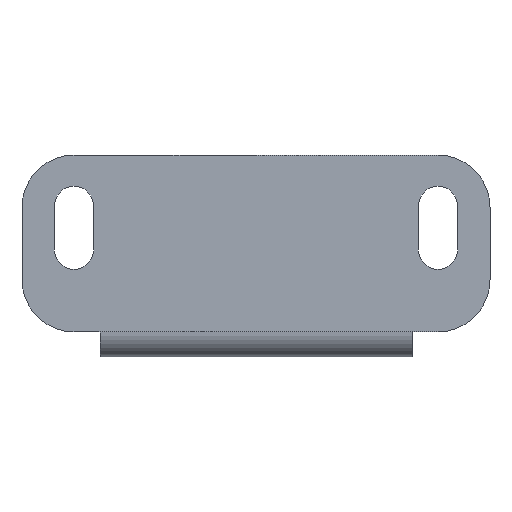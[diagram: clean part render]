
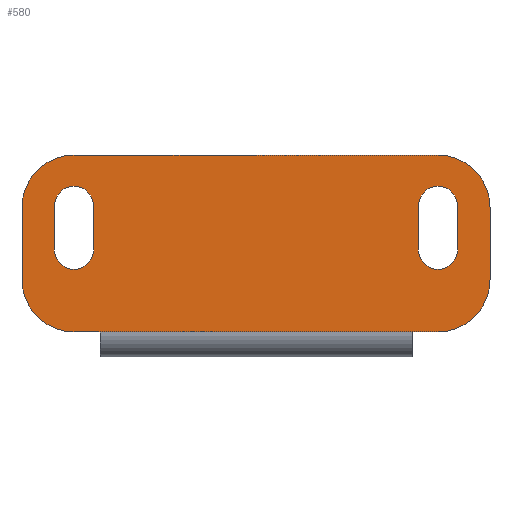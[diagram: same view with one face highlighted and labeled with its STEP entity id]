
A CAD part, front view. The second image highlights one B-rep face of the part: STEP entity #580.
In plain terms, the highlighted planar face has unit normal (0, -1, 0).
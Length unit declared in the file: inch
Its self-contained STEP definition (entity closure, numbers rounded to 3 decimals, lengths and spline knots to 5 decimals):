
#6=DIRECTION('',(0.,0.,-1.));
#7=VECTOR('',#6,0.35);
#8=CARTESIAN_POINT('',(-1.125,0.,0.72));
#9=LINE('',#8,#7);
#14=CARTESIAN_POINT('',(-0.875,0.,0.37));
#15=DIRECTION('',(0.,-1.,0.));
#16=DIRECTION('',(-1.,0.,0.));
#17=AXIS2_PLACEMENT_3D('',#14,#15,#16);
#28=DIRECTION('',(1.,0.,0.));
#29=VECTOR('',#28,0.125);
#30=CARTESIAN_POINT('',(-0.875,0.,0.12));
#31=LINE('',#30,#29);
#32=DIRECTION('',(1.,0.,0.));
#33=VECTOR('',#32,1.75);
#34=CARTESIAN_POINT('',(-0.875,0.,0.97));
#35=LINE('',#34,#33);
#36=DIRECTION('',(1.,0.,0.));
#37=VECTOR('',#36,0.125);
#38=CARTESIAN_POINT('',(0.75,0.,0.12));
#39=LINE('',#38,#37);
#40=DIRECTION('',(0.,0.,1.));
#41=VECTOR('',#40,0.212);
#42=CARTESIAN_POINT('',(-0.969,0.,0.514));
#43=LINE('',#42,#41);
#44=CARTESIAN_POINT('',(-0.875,0.,0.514));
#45=DIRECTION('',(0.,1.,0.));
#46=DIRECTION('',(1.,0.,0.));
#47=AXIS2_PLACEMENT_3D('',#44,#45,#46);
#49=DIRECTION('',(0.,0.,-1.));
#50=VECTOR('',#49,0.212);
#51=CARTESIAN_POINT('',(-0.781,0.,0.726));
#52=LINE('',#51,#50);
#53=CARTESIAN_POINT('',(-0.875,0.,0.726));
#54=DIRECTION('',(0.,1.,0.));
#55=DIRECTION('',(-1.,0.,0.));
#56=AXIS2_PLACEMENT_3D('',#53,#54,#55);
#58=DIRECTION('',(0.,0.,1.));
#59=VECTOR('',#58,0.212);
#60=CARTESIAN_POINT('',(0.969,0.,0.514));
#61=LINE('',#60,#59);
#62=CARTESIAN_POINT('',(0.875,0.,0.726));
#63=DIRECTION('',(0.,-1.,0.));
#64=DIRECTION('',(1.,0.,0.));
#65=AXIS2_PLACEMENT_3D('',#62,#63,#64);
#67=DIRECTION('',(0.,0.,-1.));
#68=VECTOR('',#67,0.212);
#69=CARTESIAN_POINT('',(0.781,0.,0.726));
#70=LINE('',#69,#68);
#71=CARTESIAN_POINT('',(0.875,0.,0.514));
#72=DIRECTION('',(0.,-1.,0.));
#73=DIRECTION('',(-1.,0.,0.));
#74=AXIS2_PLACEMENT_3D('',#71,#72,#73);
#93=DIRECTION('',(1.,0.,0.));
#94=VECTOR('',#93,1.5);
#95=CARTESIAN_POINT('',(-0.75,0.,0.12));
#96=LINE('',#95,#94);
#303=CARTESIAN_POINT('',(0.875,0.,0.37));
#304=DIRECTION('',(0.,1.,0.));
#305=DIRECTION('',(1.,0.,0.));
#306=AXIS2_PLACEMENT_3D('',#303,#304,#305);
#308=DIRECTION('',(0.,0.,-1.));
#309=VECTOR('',#308,0.35);
#310=CARTESIAN_POINT('',(1.125,0.,0.72));
#311=LINE('',#310,#309);
#320=CARTESIAN_POINT('',(0.875,0.,0.72));
#321=DIRECTION('',(0.,-1.,0.));
#322=DIRECTION('',(1.,0.,0.));
#323=AXIS2_PLACEMENT_3D('',#320,#321,#322);
#351=CARTESIAN_POINT('',(-0.875,0.,0.72));
#352=DIRECTION('',(0.,1.,0.));
#353=DIRECTION('',(-1.,0.,0.));
#354=AXIS2_PLACEMENT_3D('',#351,#352,#353);
#388=CARTESIAN_POINT('',(-0.75,0.,0.12));
#390=VERTEX_POINT('',#388);
#393=CARTESIAN_POINT('',(0.75,0.,0.12));
#395=VERTEX_POINT('',#393);
#412=CARTESIAN_POINT('',(1.125,0.,0.37));
#414=VERTEX_POINT('',#412);
#416=CARTESIAN_POINT('',(0.875,0.,0.12));
#418=VERTEX_POINT('',#416);
#421=CARTESIAN_POINT('',(1.125,0.,0.72));
#423=VERTEX_POINT('',#421);
#425=CARTESIAN_POINT('',(0.875,0.,0.97));
#427=VERTEX_POINT('',#425);
#428=CARTESIAN_POINT('',(-1.125,0.,0.37));
#430=VERTEX_POINT('',#428);
#432=CARTESIAN_POINT('',(-0.875,0.,0.12));
#434=VERTEX_POINT('',#432);
#437=CARTESIAN_POINT('',(-1.125,0.,0.72));
#439=VERTEX_POINT('',#437);
#441=CARTESIAN_POINT('',(-0.875,0.,0.97));
#443=VERTEX_POINT('',#441);
#460=CARTESIAN_POINT('',(-0.969,0.,0.514));
#461=CARTESIAN_POINT('',(-0.969,0.,0.726));
#462=VERTEX_POINT('',#460);
#463=VERTEX_POINT('',#461);
#464=CARTESIAN_POINT('',(-0.781,0.,0.726));
#465=VERTEX_POINT('',#464);
#466=CARTESIAN_POINT('',(-0.781,0.,0.514));
#467=VERTEX_POINT('',#466);
#476=CARTESIAN_POINT('',(0.969,0.,0.514));
#477=CARTESIAN_POINT('',(0.969,0.,0.726));
#478=VERTEX_POINT('',#476);
#479=VERTEX_POINT('',#477);
#480=CARTESIAN_POINT('',(0.781,0.,0.726));
#481=VERTEX_POINT('',#480);
#482=CARTESIAN_POINT('',(0.781,0.,0.514));
#483=VERTEX_POINT('',#482);
#535=CARTESIAN_POINT('',(-1.125,0.,0.97));
#536=DIRECTION('',(0.,-1.,0.));
#537=DIRECTION('',(0.,0.,-1.));
#538=AXIS2_PLACEMENT_3D('',#535,#536,#537);
#539=PLANE('',#538);
#541=ORIENTED_EDGE('',*,*,#540,.F.);
#542=ORIENTED_EDGE('',*,*,#526,.F.);
#543=ORIENTED_EDGE('',*,*,#515,.F.);
#545=ORIENTED_EDGE('',*,*,#544,.T.);
#547=ORIENTED_EDGE('',*,*,#546,.T.);
#549=ORIENTED_EDGE('',*,*,#548,.F.);
#551=ORIENTED_EDGE('',*,*,#550,.T.);
#553=ORIENTED_EDGE('',*,*,#552,.T.);
#555=ORIENTED_EDGE('',*,*,#554,.F.);
#557=ORIENTED_EDGE('',*,*,#556,.F.);
#558=EDGE_LOOP('',(#541,#542,#543,#545,#547,#549,#551,#553,#555,#557));
#559=FACE_OUTER_BOUND('',#558,.F.);
#561=ORIENTED_EDGE('',*,*,#560,.F.);
#563=ORIENTED_EDGE('',*,*,#562,.F.);
#565=ORIENTED_EDGE('',*,*,#564,.F.);
#567=ORIENTED_EDGE('',*,*,#566,.F.);
#568=EDGE_LOOP('',(#561,#563,#565,#567));
#569=FACE_BOUND('',#568,.F.);
#571=ORIENTED_EDGE('',*,*,#570,.T.);
#573=ORIENTED_EDGE('',*,*,#572,.T.);
#575=ORIENTED_EDGE('',*,*,#574,.T.);
#577=ORIENTED_EDGE('',*,*,#576,.T.);
#578=EDGE_LOOP('',(#571,#573,#575,#577));
#579=FACE_BOUND('',#578,.F.);
#580=ADVANCED_FACE('',(#559,#569,#579),#539,.T.);
#18=CIRCLE('',#17,0.25);
#48=CIRCLE('',#47,0.094);
#57=CIRCLE('',#56,0.094);
#66=CIRCLE('',#65,0.094);
#75=CIRCLE('',#74,0.094);
#307=CIRCLE('',#306,0.25);
#324=CIRCLE('',#323,0.25);
#355=CIRCLE('',#354,0.25);
#515=EDGE_CURVE('',#439,#430,#9,.T.);
#526=EDGE_CURVE('',#430,#434,#18,.T.);
#540=EDGE_CURVE('',#434,#390,#31,.T.);
#544=EDGE_CURVE('',#439,#443,#355,.T.);
#546=EDGE_CURVE('',#443,#427,#35,.T.);
#548=EDGE_CURVE('',#423,#427,#324,.T.);
#550=EDGE_CURVE('',#423,#414,#311,.T.);
#552=EDGE_CURVE('',#414,#418,#307,.T.);
#554=EDGE_CURVE('',#395,#418,#39,.T.);
#556=EDGE_CURVE('',#390,#395,#96,.T.);
#560=EDGE_CURVE('',#462,#463,#43,.T.);
#562=EDGE_CURVE('',#467,#462,#48,.T.);
#564=EDGE_CURVE('',#465,#467,#52,.T.);
#566=EDGE_CURVE('',#463,#465,#57,.T.);
#570=EDGE_CURVE('',#478,#479,#61,.T.);
#572=EDGE_CURVE('',#479,#481,#66,.T.);
#574=EDGE_CURVE('',#481,#483,#70,.T.);
#576=EDGE_CURVE('',#483,#478,#75,.T.);
